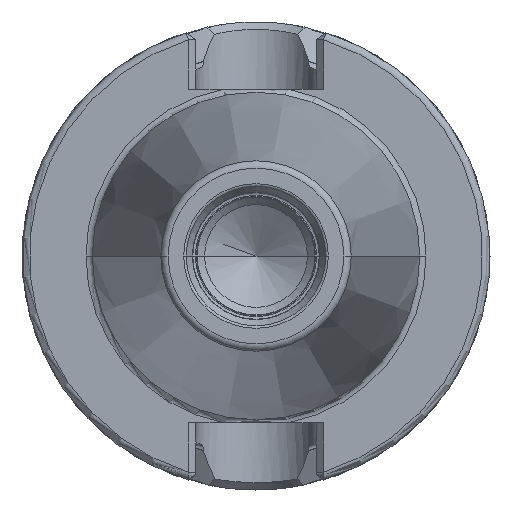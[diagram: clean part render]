
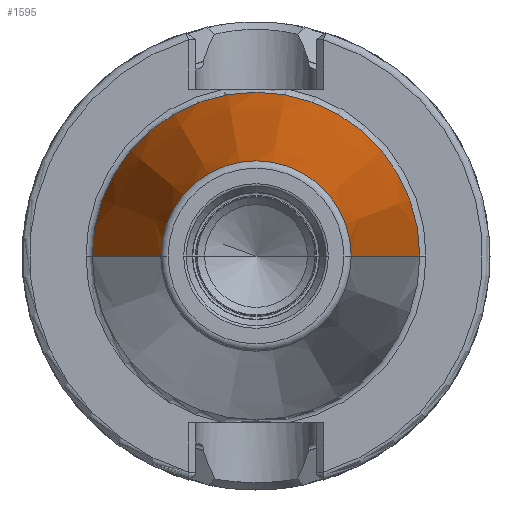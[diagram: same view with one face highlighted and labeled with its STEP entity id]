
A CAD part, left-side view. The second image highlights one B-rep face of the part: STEP entity #1595.
In plain terms, the highlighted conical face has half-angle 8.298 degrees and reference radius 17.426 mm.
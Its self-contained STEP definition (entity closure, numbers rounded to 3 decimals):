
#37=CARTESIAN_POINT('',(-64.544,0.,0.));
#38=DIRECTION('',(1.,0.,0.));
#39=DIRECTION('',(0.,1.,0.));
#40=AXIS2_PLACEMENT_3D('',#37,#38,#39);
#42=CARTESIAN_POINT('',(-1.267,0.,0.));
#43=DIRECTION('',(1.,0.,0.));
#44=DIRECTION('',(0.,1.,0.));
#45=AXIS2_PLACEMENT_3D('',#42,#43,#44);
#47=DIRECTION('',(-0.99,-0.144,0.));
#48=VECTOR('',#47,63.947);
#49=CARTESIAN_POINT('',(-1.267,22.04,0.));
#50=LINE('',#49,#48);
#51=DIRECTION('',(-0.99,0.144,0.));
#52=VECTOR('',#51,63.947);
#53=CARTESIAN_POINT('',(-1.267,-22.04,0.));
#54=LINE('',#53,#52);
#1264=CARTESIAN_POINT('',(-64.544,12.812,0.));
#1266=VERTEX_POINT('',#1264);
#1268=CARTESIAN_POINT('',(-64.544,-12.812,0.));
#1270=VERTEX_POINT('',#1268);
#1483=CARTESIAN_POINT('',(-1.267,22.04,0.));
#1484=VERTEX_POINT('',#1483);
#1485=CARTESIAN_POINT('',(-1.267,-22.04,0.));
#1486=VERTEX_POINT('',#1485);
#1581=CARTESIAN_POINT('',(-32.906,0.,0.));
#1582=DIRECTION('',(1.,0.,0.));
#1583=DIRECTION('',(0.,-1.,0.));
#1584=AXIS2_PLACEMENT_3D('',#1581,#1582,#1583);
#1585=CONICAL_SURFACE('',#1584,17.426,8.298);
#1587=ORIENTED_EDGE('',*,*,#1586,.F.);
#1589=ORIENTED_EDGE('',*,*,#1588,.T.);
#1591=ORIENTED_EDGE('',*,*,#1590,.T.);
#1592=ORIENTED_EDGE('',*,*,#1574,.F.);
#1593=EDGE_LOOP('',(#1587,#1589,#1591,#1592));
#1594=FACE_OUTER_BOUND('',#1593,.F.);
#1595=ADVANCED_FACE('',(#1594),#1585,.T.);
#41=CIRCLE('',#40,12.812);
#46=CIRCLE('',#45,22.04);
#1574=EDGE_CURVE('',#1266,#1270,#41,.T.);
#1586=EDGE_CURVE('',#1484,#1266,#50,.T.);
#1588=EDGE_CURVE('',#1484,#1486,#46,.T.);
#1590=EDGE_CURVE('',#1486,#1270,#54,.T.);
